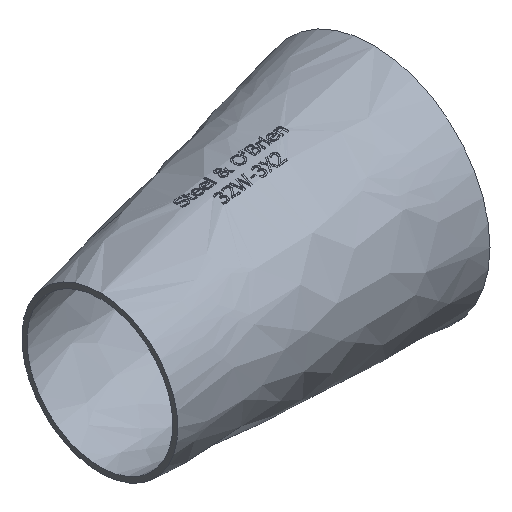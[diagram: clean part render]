
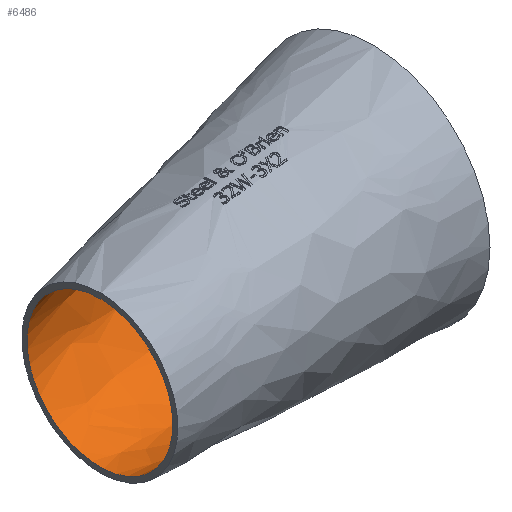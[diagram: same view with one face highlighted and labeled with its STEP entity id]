
A CAD part, isometric view. The second image highlights one B-rep face of the part: STEP entity #6486.
In plain terms, the highlighted free-form (B-spline) face has degree [1, 2] with [2, 9] control points.
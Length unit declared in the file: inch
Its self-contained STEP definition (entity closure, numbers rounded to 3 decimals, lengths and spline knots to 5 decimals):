
#500=FACE_OUTER_BOUND('',#1166,.T.);
#1166=EDGE_LOOP('',(#6104,#6105,#6106,#6107,#6108,#6109));
#1283=CIRCLE('',#6716,1.435);
#1284=CIRCLE('',#6717,1.435);
#1285=CIRCLE('',#6718,0.935);
#1286=CIRCLE('',#6719,0.935);
#2476=B_SPLINE_CURVE_WITH_KNOTS('',1,(#15074,#15075),.UNSPECIFIED.,.F.,
 .F.,(2,2),(0.00187,2.83157),.UNSPECIFIED.);
#3137=VERTEX_POINT('',#15069);
#3138=VERTEX_POINT('',#15070);
#3139=VERTEX_POINT('',#15073);
#3140=VERTEX_POINT('',#15076);
#4130=EDGE_CURVE('',#3137,#3138,#1283,.T.);
#4131=EDGE_CURVE('',#3138,#3137,#1284,.T.);
#4132=EDGE_CURVE('',#3138,#3139,#2476,.T.);
#4133=EDGE_CURVE('',#3140,#3139,#1285,.T.);
#4134=EDGE_CURVE('',#3139,#3140,#1286,.T.);
#6104=ORIENTED_EDGE('',*,*,#4130,.F.);
#6105=ORIENTED_EDGE('',*,*,#4131,.F.);
#6106=ORIENTED_EDGE('',*,*,#4132,.T.);
#6107=ORIENTED_EDGE('',*,*,#4133,.F.);
#6108=ORIENTED_EDGE('',*,*,#4134,.F.);
#6109=ORIENTED_EDGE('',*,*,#4132,.F.);
#6132=(
BOUNDED_SURFACE()
B_SPLINE_SURFACE(1,2,((#15051,#15052,#15053,#15054,#15055,#15056,#15057,
#15058,#15059),(#15060,#15061,#15062,#15063,#15064,#15065,#15066,#15067,
#15068)),.UNSPECIFIED.,.F.,.T.,.F.)
B_SPLINE_SURFACE_WITH_KNOTS((2,2),(3,2,2,2,3),(-0.12777,2.91056),
(-3.14159,-1.5708,0.,1.5708,3.14159),
 .UNSPECIFIED.)
GEOMETRIC_REPRESENTATION_ITEM()
RATIONAL_B_SPLINE_SURFACE(((1.,0.707,1.,0.707,1.,
0.707,1.,0.707,1.),(1.,0.707,1.,0.707,
1.,0.707,1.,0.707,1.)))
REPRESENTATION_ITEM('')
SURFACE()
);
#6486=ADVANCED_FACE('',(#500),#6132,.T.);
#6716=AXIS2_PLACEMENT_3D('',#15071,#7503,#7504);
#6717=AXIS2_PLACEMENT_3D('',#15072,#7505,#7506);
#6718=AXIS2_PLACEMENT_3D('',#15077,#7507,#7508);
#6719=AXIS2_PLACEMENT_3D('',#15078,#7509,#7510);
#7503=DIRECTION('center_axis',(-1.,0.,0.));
#7504=DIRECTION('ref_axis',(0.,-0.015,-1.));
#7505=DIRECTION('center_axis',(-1.,0.,0.));
#7506=DIRECTION('ref_axis',(0.,-0.015,-1.));
#7507=DIRECTION('center_axis',(1.,0.,0.));
#7508=DIRECTION('ref_axis',(0.,-0.015,-1.));
#7509=DIRECTION('center_axis',(1.,0.,0.));
#7510=DIRECTION('ref_axis',(0.,-0.015,-1.));
#15051=CARTESIAN_POINT('Ctrl Pts',(4.18325,0.50081,1.45774));
#15052=CARTESIAN_POINT('Ctrl Pts',(4.0065,1.93662,1.45774));
#15053=CARTESIAN_POINT('Ctrl Pts',(4.0065,1.93662,0.));
#15054=CARTESIAN_POINT('Ctrl Pts',(4.0065,1.93662,-1.45774));
#15055=CARTESIAN_POINT('Ctrl Pts',(4.18325,0.50081,-1.45774));
#15056=CARTESIAN_POINT('Ctrl Pts',(4.36001,-0.935,
-1.45774));
#15057=CARTESIAN_POINT('Ctrl Pts',(4.36001,-0.935,0.));
#15058=CARTESIAN_POINT('Ctrl Pts',(4.36001,-0.935,
1.45774));
#15059=CARTESIAN_POINT('Ctrl Pts',(4.18325,0.50081,1.45774));
#15060=CARTESIAN_POINT('Ctrl Pts',(-0.11167,-0.02792,
0.92094));
#15061=CARTESIAN_POINT('Ctrl Pts',(-0.22333,0.87917,
0.92094));
#15062=CARTESIAN_POINT('Ctrl Pts',(-0.22333,0.87917,
0.));
#15063=CARTESIAN_POINT('Ctrl Pts',(-0.22333,0.87917,
-0.92094));
#15064=CARTESIAN_POINT('Ctrl Pts',(-0.11167,-0.02792,
-0.92094));
#15065=CARTESIAN_POINT('Ctrl Pts',(0.,-0.935,
-0.92094));
#15066=CARTESIAN_POINT('Ctrl Pts',(0.,-0.935,
0.));
#15067=CARTESIAN_POINT('Ctrl Pts',(0.,-0.935,
0.92094));
#15068=CARTESIAN_POINT('Ctrl Pts',(-0.11167,-0.02792,
0.92094));
#15069=CARTESIAN_POINT('',(4.,-0.935,0.));
#15070=CARTESIAN_POINT('',(4.,0.47825,1.43484));
#15071=CARTESIAN_POINT('Origin',(4.,0.5,0.));
#15072=CARTESIAN_POINT('Origin',(4.,0.5,0.));
#15073=CARTESIAN_POINT('',(0.,-0.01417,0.93489));
#15074=CARTESIAN_POINT('Ctrl Pts',(4.,0.47825,1.43484));
#15075=CARTESIAN_POINT('Ctrl Pts',(0.,-0.01417,
0.93489));
#15076=CARTESIAN_POINT('',(0.,-0.935,0.));
#15077=CARTESIAN_POINT('Origin',(0.,0.,0.));
#15078=CARTESIAN_POINT('Origin',(0.,0.,0.));
